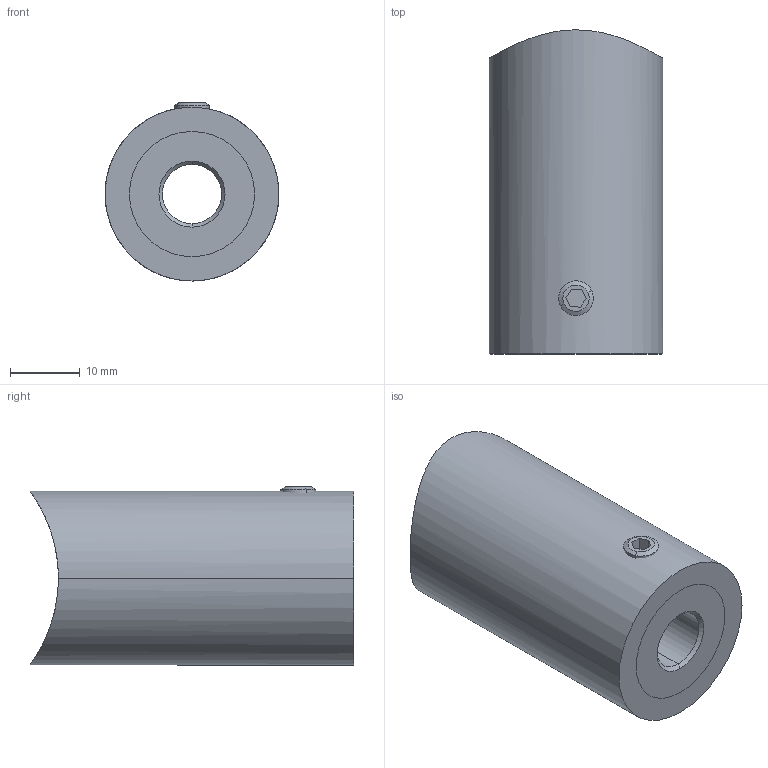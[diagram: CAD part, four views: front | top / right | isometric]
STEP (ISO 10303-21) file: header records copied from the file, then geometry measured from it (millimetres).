
FILE_DESCRIPTION (( 'STEP AP203' ), '1' );
FILE_NAME ('A_0625-042.STEP', '2019-01-29T09:09:15', ( '' ), ( '' ), 'SwSTEP 2.0', 'SolidWorks 2018', '' );
FILE_SCHEMA (( 'CONFIG_CONTROL_DESIGN' ));
Length unit declared in the file: millimetre
Products named in the file (4): SKRUTKA DIN 913_SKRUTKA M 5X 6; A_0625-042; A_0625-042.P2; A_0625-042.P1
Assembly tree (3 placements, depth 2):
  A_0625-042
    A_0625-042.P2
    A_0625-042.P1
    SKRUTKA DIN 913_SKRUTKA M 5X 6
Bounding box: 25 x 46.57 x 25.6 mm (x, y, z)
Volume: 13133.2 mm3; surface area: 8649.4 mm2
Topology: 3 solids, 3 shells, 45 faces, 96 edges, 57 vertices
Faces by surface type: cylinder 20, plane 13, cone 12
Entity records: 1917 total; most frequent: CARTESIAN_POINT 521, DIRECTION 224, ORIENTED_EDGE 188, EDGE_CURVE 94, AXIS2_PLACEMENT_3D 87, VERTEX_POINT 57, EDGE_LOOP 53, LINE 50
